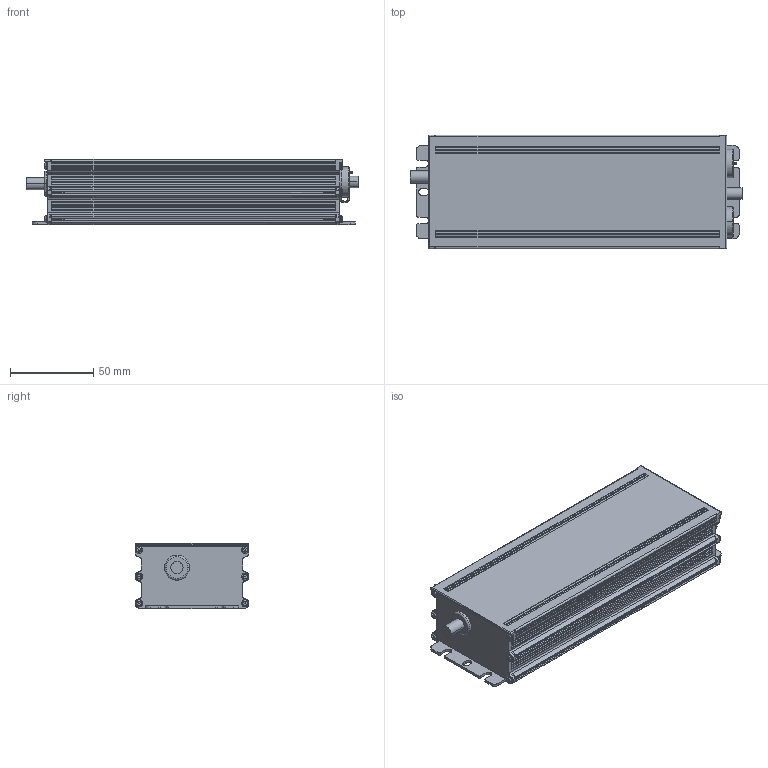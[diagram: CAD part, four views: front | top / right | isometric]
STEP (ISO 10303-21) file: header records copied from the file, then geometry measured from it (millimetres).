
FILE_DESCRIPTION(('Creo Elements/Direct Modeling STEP Export'),'2;1');
FILE_NAME('M90.stp','2022-02-17T 7:43:53',(''),(''),'PTC Creo Elements/Direct Modeling STEP processor for AP214 (Solid Model)','PTC Creo Elements/Direct Modeling 19.0E 27-Jun-2016 (C) Parametric Technology GmbH','');
FILE_SCHEMA(('AUTOMOTIVE_DESIGN { 1 0 10303 214 1 1 1 1 }'));
Products named in the file (3): Casing; PCB; M90
Assembly tree (2 placements, depth 2):
  M90
    PCB
    Casing
Bounding box: 199.1 x 68 x 39 mm (x, y, z)
Volume: 48433.3 mm3; surface area: 152529 mm2
Topology: 1 solids, 29 shells, 1591 faces, 4538 edges, 2963 vertices
Faces by surface type: cylinder 709, plane 647, bspline 91, torus 82, extrusion 44, cone 12, sphere 6
Entity records: 63477 total; most frequent: CARTESIAN_POINT 26300, ORIENTED_EDGE 9159, DIRECTION 5973, EDGE_CURVE 4525, VERTEX_POINT 2962, VECTOR 1997, AXIS2_PLACEMENT_3D 1988, LINE 1953
